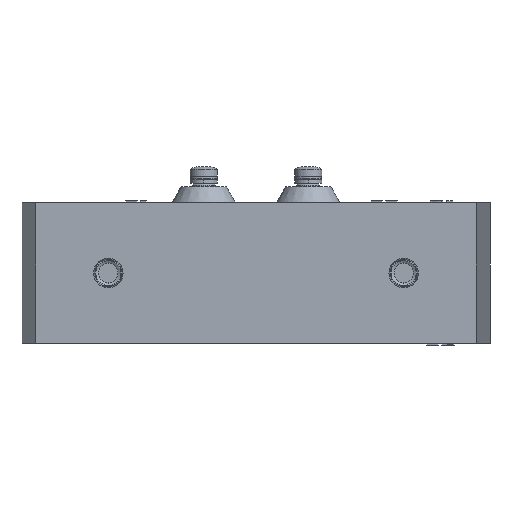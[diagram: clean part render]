
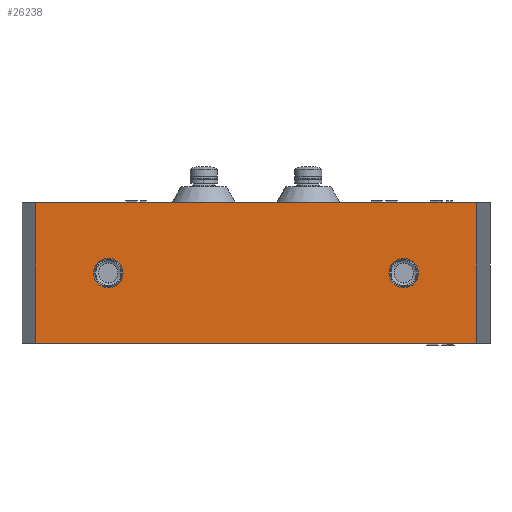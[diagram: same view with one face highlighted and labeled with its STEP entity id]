
A CAD part, front view. The second image highlights one B-rep face of the part: STEP entity #26238.
In plain terms, the highlighted planar face has unit normal (0, -1, 0).
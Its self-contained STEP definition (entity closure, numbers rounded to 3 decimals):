
#212 = CIRCLE ( 'NONE', #48620, 6.5 ) ;
#303 = DIRECTION ( 'NONE',  ( 1., 0., 0. ) ) ;
#327 = EDGE_CURVE ( 'NONE', #67964, #21951, #28760, .T. ) ;
#2194 = EDGE_CURVE ( 'NONE', #21951, #67964, #36102, .T. ) ;
#3719 = LINE ( 'NONE', #80722, #76494 ) ;
#4588 = DIRECTION ( 'NONE',  ( 0., -1., 0. ) ) ;
#4710 = FACE_BOUND ( 'NONE', #69706, .T. ) ;
#7069 = CARTESIAN_POINT ( 'NONE',  ( 97., -109., 31. ) ) ;
#8094 = LINE ( 'NONE', #24152, #24594 ) ;
#8248 = VERTEX_POINT ( 'NONE', #25265 ) ;
#15750 = VECTOR ( 'NONE', #50069, 1000. ) ;
#16040 = EDGE_CURVE ( 'NONE', #8248, #31564, #52835, .T. ) ;
#17871 = VERTEX_POINT ( 'NONE', #90683 ) ;
#18392 = CARTESIAN_POINT ( 'NONE',  ( 65., -109., -6.5 ) ) ;
#21951 = VERTEX_POINT ( 'NONE', #35932 ) ;
#23781 = EDGE_CURVE ( 'NONE', #17871, #64653, #86966, .T. ) ;
#24152 = CARTESIAN_POINT ( 'NONE',  ( 97., -109., 31. ) ) ;
#24467 = DIRECTION ( 'NONE',  ( 0., -1., 0. ) ) ;
#24594 = VECTOR ( 'NONE', #31247, 1000. ) ;
#25265 = CARTESIAN_POINT ( 'NONE',  ( 65., -109., 6.5 ) ) ;
#26076 = EDGE_CURVE ( 'NONE', #30536, #17871, #72008, .T. ) ;
#26238 = ADVANCED_FACE ( 'NONE', ( #4710, #77454, #58720 ), #80773, .F. ) ;
#28618 = CARTESIAN_POINT ( 'NONE',  ( 97., -109., -31. ) ) ;
#28760 = CIRCLE ( 'NONE', #72787, 6.5 ) ;
#29048 = EDGE_CURVE ( 'NONE', #31564, #8248, #212, .T. ) ;
#29317 = CARTESIAN_POINT ( 'NONE',  ( 65., -109., 0. ) ) ;
#29376 = CARTESIAN_POINT ( 'NONE',  ( -65., -109., 0. ) ) ;
#29393 = VERTEX_POINT ( 'NONE', #7069 ) ;
#30284 = EDGE_LOOP ( 'NONE', ( #43770, #42908, #31996, #89922 ) ) ;
#30536 = VERTEX_POINT ( 'NONE', #76707 ) ;
#31247 = DIRECTION ( 'NONE',  ( 0., 0., -1. ) ) ;
#31564 = VERTEX_POINT ( 'NONE', #18392 ) ;
#31996 = ORIENTED_EDGE ( 'NONE', *, *, #67877, .F. ) ;
#35932 = CARTESIAN_POINT ( 'NONE',  ( -65., -109., 6.5 ) ) ;
#36102 = CIRCLE ( 'NONE', #54024, 6.5 ) ;
#36353 = DIRECTION ( 'NONE',  ( 0., 0., -1. ) ) ;
#36413 = DIRECTION ( 'NONE',  ( 0., 0., -1. ) ) ;
#38526 = DIRECTION ( 'NONE',  ( 0., 0., 1. ) ) ;
#40567 = ORIENTED_EDGE ( 'NONE', *, *, #16040, .F. ) ;
#40587 = ORIENTED_EDGE ( 'NONE', *, *, #327, .F. ) ;
#40614 = ORIENTED_EDGE ( 'NONE', *, *, #2194, .F. ) ;
#42908 = ORIENTED_EDGE ( 'NONE', *, *, #44157, .F. ) ;
#43770 = ORIENTED_EDGE ( 'NONE', *, *, #23781, .T. ) ;
#44157 = EDGE_CURVE ( 'NONE', #29393, #64653, #8094, .T. ) ;
#44472 = DIRECTION ( 'NONE',  ( 0., 1., 0. ) ) ;
#46838 = CARTESIAN_POINT ( 'NONE',  ( -65., -109., 0. ) ) ;
#47355 = VECTOR ( 'NONE', #303, 1000. ) ;
#47812 = CARTESIAN_POINT ( 'NONE',  ( -65., -109., -6.5 ) ) ;
#47913 = AXIS2_PLACEMENT_3D ( 'NONE', #66710, #24467, #73770 ) ;
#48620 = AXIS2_PLACEMENT_3D ( 'NONE', #29317, #78607, #36353 ) ;
#49059 = CARTESIAN_POINT ( 'NONE',  ( -97., -109., -31. ) ) ;
#50069 = DIRECTION ( 'NONE',  ( 0., 0., -1. ) ) ;
#52835 = CIRCLE ( 'NONE', #47913, 6.5 ) ;
#53875 = DIRECTION ( 'NONE',  ( 0., 0., -1. ) ) ;
#54024 = AXIS2_PLACEMENT_3D ( 'NONE', #46838, #4588, #53875 ) ;
#58720 = FACE_OUTER_BOUND ( 'NONE', #30284, .T. ) ;
#61135 = EDGE_LOOP ( 'NONE', ( #40587, #40614 ) ) ;
#64653 = VERTEX_POINT ( 'NONE', #28618 ) ;
#66710 = CARTESIAN_POINT ( 'NONE',  ( 65., -109., 0. ) ) ;
#67877 = EDGE_CURVE ( 'NONE', #30536, #29393, #3719, .T. ) ;
#67964 = VERTEX_POINT ( 'NONE', #47812 ) ;
#69706 = EDGE_LOOP ( 'NONE', ( #72596, #40567 ) ) ;
#72008 = LINE ( 'NONE', #85121, #15750 ) ;
#72495 = CARTESIAN_POINT ( 'NONE',  ( -97., -109., 31. ) ) ;
#72596 = ORIENTED_EDGE ( 'NONE', *, *, #29048, .F. ) ;
#72787 = AXIS2_PLACEMENT_3D ( 'NONE', #29376, #78660, #36413 ) ;
#73770 = DIRECTION ( 'NONE',  ( 0., 0., -1. ) ) ;
#76494 = VECTOR ( 'NONE', #79530, 1000. ) ;
#76707 = CARTESIAN_POINT ( 'NONE',  ( -97., -109., 31. ) ) ;
#77454 = FACE_BOUND ( 'NONE', #61135, .T. ) ;
#78607 = DIRECTION ( 'NONE',  ( 0., -1., 0. ) ) ;
#78660 = DIRECTION ( 'NONE',  ( 0., -1., 0. ) ) ;
#79530 = DIRECTION ( 'NONE',  ( 1., 0., 0. ) ) ;
#80722 = CARTESIAN_POINT ( 'NONE',  ( -97., -109., 31. ) ) ;
#80773 = PLANE ( 'NONE',  #86732 ) ;
#85121 = CARTESIAN_POINT ( 'NONE',  ( -97., -109., 31. ) ) ;
#86732 = AXIS2_PLACEMENT_3D ( 'NONE', #72495, #44472, #38526 ) ;
#86966 = LINE ( 'NONE', #49059, #47355 ) ;
#89922 = ORIENTED_EDGE ( 'NONE', *, *, #26076, .T. ) ;
#90683 = CARTESIAN_POINT ( 'NONE',  ( -97., -109., -31. ) ) ;
